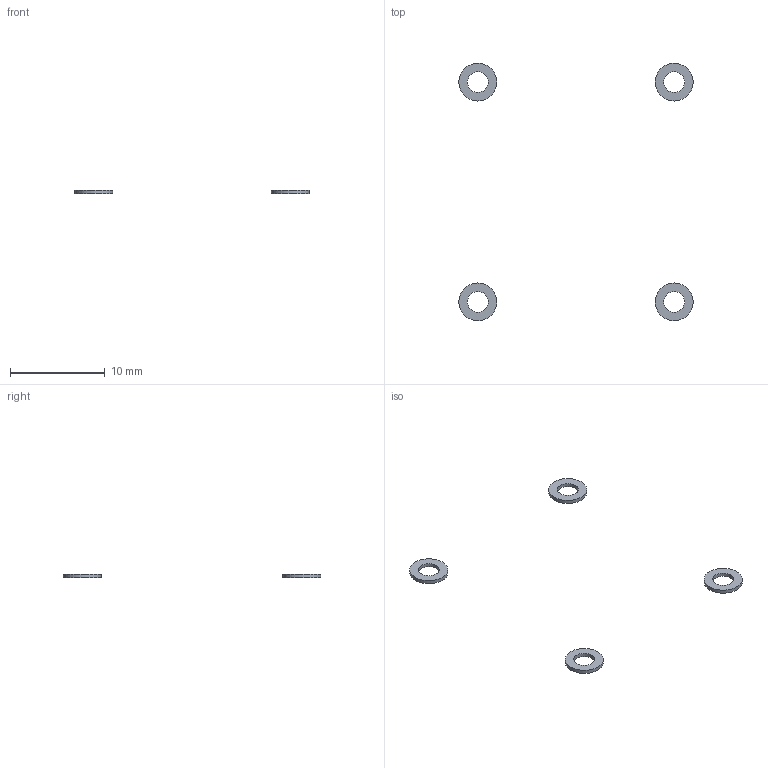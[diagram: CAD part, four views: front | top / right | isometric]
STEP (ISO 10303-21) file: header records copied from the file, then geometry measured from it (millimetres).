
FILE_DESCRIPTION(('HOOPS Exchange Step'),'2;1');
FILE_NAME('temp_export','2025-07-15T12:14:24-04:00',('jscotto'),('Shapr3D Limited'),'HOOPS Exchange 2024.8','Shapr3D','Authorized');
FILE_SCHEMA( ('AP242_MANAGED_MODEL_BASED_3D_ENGINEERING_MIM_LF {1 0 10303 442 1 1 4}') );
Length unit declared in the file: millimetre
Products named in the file (1): OLED Washers
Bounding box: 24.75 x 27.23 x 0.4 mm (x, y, z)
Volume: 14 mm3; surface area: 101.3 mm2
Topology: 4 solids, 4 shells, 16 faces, 40 edges, 32 vertices
Faces by surface type: cylinder 8, plane 8
Full cylindrical faces by diameter (mm): 2.2 x4, 4 x4
Entity records: 573 total; most frequent: DIRECTION 108, CARTESIAN_POINT 90, ORIENTED_EDGE 80, AXIS2_PLACEMENT_3D 50, EDGE_CURVE 40, VERTEX_POINT 32, CIRCLE 32, EDGE_LOOP 24
